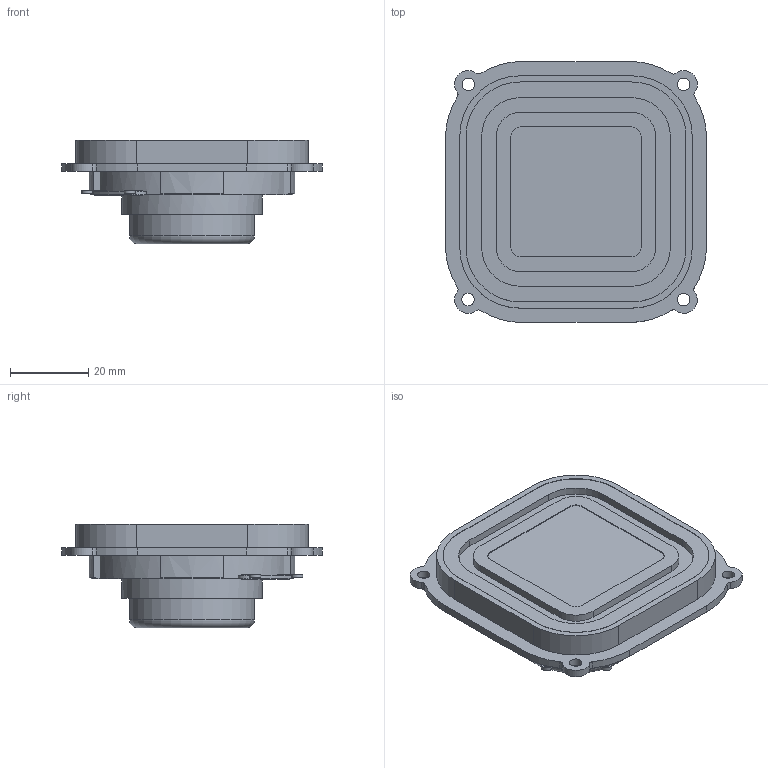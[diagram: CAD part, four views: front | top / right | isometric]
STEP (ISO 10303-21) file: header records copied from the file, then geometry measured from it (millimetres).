
FILE_DESCRIPTION(/* description */ (''),/* implementation_level */ '2;1');
FILE_NAME(/* name */ 'AS06008PS-R.stp',/* time_stamp */ '2016-05-19T13:31:10-04:00',/* author */ ('vandenbroek'),/* organization */ (''),/* preprocessor_version */ 'ST-DEVELOPER v16.1',/* originating_system */ 'Autodesk Inventor 2016',/* authorisation */ '');
FILE_SCHEMA (('AUTOMOTIVE_DESIGN { 1 0 10303 214 3 1 1 }'));
Length unit declared in the file: millimetre
Products named in the file (1): AS06008PS-R
Bounding box: 66.8 x 66.8 x 26.5 mm (x, y, z)
Volume: 42388.8 mm3; surface area: 18193.5 mm2
Topology: 2 solids, 2 shells, 239 faces, 675 edges, 444 vertices
Faces by surface type: plane 125, cylinder 113, torus 1
Full cylindrical faces by diameter (mm): 1 x1, 1.75 x2, 3 x4, 3.2 x4, 3.5 x12, 3.75 x1, 32 x1, 35.9 x1
Entity records: 7907 total; most frequent: DIRECTION 1377, CARTESIAN_POINT 1306, ORIENTED_EDGE 1268, EDGE_CURVE 633, AXIS2_PLACEMENT_3D 500, VERTEX_POINT 429, LINE 377, VECTOR 377
